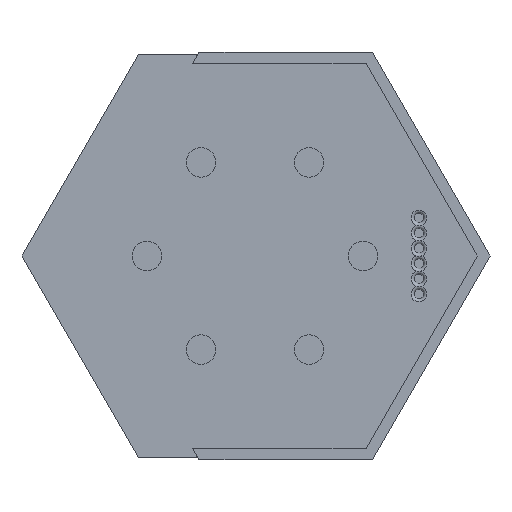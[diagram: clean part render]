
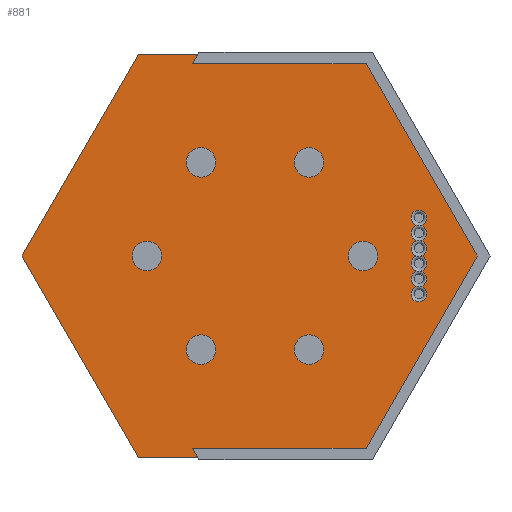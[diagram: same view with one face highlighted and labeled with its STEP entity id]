
A CAD part, front view. The second image highlights one B-rep face of the part: STEP entity #881.
In plain terms, the highlighted planar face has unit normal (0, -1, 0).
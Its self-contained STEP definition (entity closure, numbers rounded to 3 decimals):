
#15=FACE_BOUND('',#283,.T.);
#16=FACE_BOUND('',#284,.T.);
#17=FACE_BOUND('',#285,.T.);
#18=FACE_BOUND('',#286,.T.);
#19=FACE_BOUND('',#287,.T.);
#20=FACE_BOUND('',#288,.T.);
#21=FACE_BOUND('',#289,.T.);
#22=PLANE('',#984);
#64=LINE('',#1466,#137);
#65=LINE('',#1468,#138);
#66=LINE('',#1470,#139);
#67=LINE('',#1472,#140);
#68=LINE('',#1474,#141);
#69=LINE('',#1476,#142);
#70=LINE('',#1478,#143);
#71=LINE('',#1480,#144);
#72=LINE('',#1482,#145);
#73=LINE('',#1483,#146);
#137=VECTOR('',#1142,10.);
#138=VECTOR('',#1143,10.);
#139=VECTOR('',#1144,10.);
#140=VECTOR('',#1145,10.);
#141=VECTOR('',#1146,10.);
#142=VECTOR('',#1147,10.);
#143=VECTOR('',#1148,10.);
#144=VECTOR('',#1149,10.);
#145=VECTOR('',#1150,10.);
#146=VECTOR('',#1151,10.);
#228=FACE_OUTER_BOUND('',#282,.T.);
#282=EDGE_LOOP('',(#688,#689,#690,#691,#692,#693,#694,#695,#696,#697));
#283=EDGE_LOOP('',(#698,#699,#700,#701,#702,#703,#704,#705,#706,#707,#708));
#284=EDGE_LOOP('',(#709));
#285=EDGE_LOOP('',(#710));
#286=EDGE_LOOP('',(#711));
#287=EDGE_LOOP('',(#712));
#288=EDGE_LOOP('',(#713));
#289=EDGE_LOOP('',(#714));
#331=CIRCLE('',#938,1.3);
#335=CIRCLE('',#942,1.3);
#336=CIRCLE('',#944,1.3);
#337=CIRCLE('',#945,1.3);
#342=CIRCLE('',#952,1.3);
#343=CIRCLE('',#953,1.3);
#348=CIRCLE('',#960,1.3);
#349=CIRCLE('',#961,1.3);
#354=CIRCLE('',#968,1.3);
#355=CIRCLE('',#969,1.3);
#360=CIRCLE('',#976,1.3);
#366=CIRCLE('',#985,2.455);
#367=CIRCLE('',#986,2.455);
#368=CIRCLE('',#987,2.455);
#369=CIRCLE('',#988,2.455);
#370=CIRCLE('',#989,2.455);
#371=CIRCLE('',#990,2.455);
#388=VERTEX_POINT('',#1317);
#390=VERTEX_POINT('',#1325);
#391=VERTEX_POINT('',#1332);
#394=VERTEX_POINT('',#1341);
#396=VERTEX_POINT('',#1350);
#400=VERTEX_POINT('',#1368);
#402=VERTEX_POINT('',#1377);
#406=VERTEX_POINT('',#1395);
#408=VERTEX_POINT('',#1404);
#412=VERTEX_POINT('',#1422);
#414=VERTEX_POINT('',#1431);
#422=VERTEX_POINT('',#1464);
#423=VERTEX_POINT('',#1465);
#424=VERTEX_POINT('',#1467);
#425=VERTEX_POINT('',#1469);
#426=VERTEX_POINT('',#1471);
#427=VERTEX_POINT('',#1473);
#428=VERTEX_POINT('',#1475);
#429=VERTEX_POINT('',#1477);
#430=VERTEX_POINT('',#1479);
#431=VERTEX_POINT('',#1481);
#432=VERTEX_POINT('',#1484);
#433=VERTEX_POINT('',#1486);
#434=VERTEX_POINT('',#1488);
#435=VERTEX_POINT('',#1490);
#436=VERTEX_POINT('',#1492);
#437=VERTEX_POINT('',#1494);
#475=EDGE_CURVE('',#390,#391,#331,.T.);
#479=EDGE_CURVE('',#391,#388,#335,.T.);
#480=EDGE_CURVE('',#388,#394,#336,.T.);
#483=EDGE_CURVE('',#396,#390,#337,.T.);
#489=EDGE_CURVE('',#394,#400,#342,.T.);
#492=EDGE_CURVE('',#402,#396,#343,.T.);
#498=EDGE_CURVE('',#400,#406,#348,.T.);
#501=EDGE_CURVE('',#408,#402,#349,.T.);
#507=EDGE_CURVE('',#406,#412,#354,.T.);
#510=EDGE_CURVE('',#414,#408,#355,.T.);
#516=EDGE_CURVE('',#412,#414,#360,.T.);
#524=EDGE_CURVE('',#422,#423,#64,.T.);
#525=EDGE_CURVE('',#424,#423,#65,.T.);
#526=EDGE_CURVE('',#425,#424,#66,.T.);
#527=EDGE_CURVE('',#426,#425,#67,.T.);
#528=EDGE_CURVE('',#427,#426,#68,.T.);
#529=EDGE_CURVE('',#427,#428,#69,.T.);
#530=EDGE_CURVE('',#428,#429,#70,.T.);
#531=EDGE_CURVE('',#429,#430,#71,.T.);
#532=EDGE_CURVE('',#430,#431,#72,.T.);
#533=EDGE_CURVE('',#431,#422,#73,.T.);
#534=EDGE_CURVE('',#432,#432,#366,.T.);
#535=EDGE_CURVE('',#433,#433,#367,.T.);
#536=EDGE_CURVE('',#434,#434,#368,.T.);
#537=EDGE_CURVE('',#435,#435,#369,.T.);
#538=EDGE_CURVE('',#436,#436,#370,.T.);
#539=EDGE_CURVE('',#437,#437,#371,.T.);
#688=ORIENTED_EDGE('',*,*,#524,.T.);
#689=ORIENTED_EDGE('',*,*,#525,.F.);
#690=ORIENTED_EDGE('',*,*,#526,.F.);
#691=ORIENTED_EDGE('',*,*,#527,.F.);
#692=ORIENTED_EDGE('',*,*,#528,.F.);
#693=ORIENTED_EDGE('',*,*,#529,.T.);
#694=ORIENTED_EDGE('',*,*,#530,.T.);
#695=ORIENTED_EDGE('',*,*,#531,.T.);
#696=ORIENTED_EDGE('',*,*,#532,.T.);
#697=ORIENTED_EDGE('',*,*,#533,.T.);
#698=ORIENTED_EDGE('',*,*,#475,.F.);
#699=ORIENTED_EDGE('',*,*,#483,.F.);
#700=ORIENTED_EDGE('',*,*,#492,.F.);
#701=ORIENTED_EDGE('',*,*,#501,.F.);
#702=ORIENTED_EDGE('',*,*,#510,.F.);
#703=ORIENTED_EDGE('',*,*,#516,.F.);
#704=ORIENTED_EDGE('',*,*,#507,.F.);
#705=ORIENTED_EDGE('',*,*,#498,.F.);
#706=ORIENTED_EDGE('',*,*,#489,.F.);
#707=ORIENTED_EDGE('',*,*,#480,.F.);
#708=ORIENTED_EDGE('',*,*,#479,.F.);
#709=ORIENTED_EDGE('',*,*,#534,.T.);
#710=ORIENTED_EDGE('',*,*,#535,.T.);
#711=ORIENTED_EDGE('',*,*,#536,.T.);
#712=ORIENTED_EDGE('',*,*,#537,.T.);
#713=ORIENTED_EDGE('',*,*,#538,.T.);
#714=ORIENTED_EDGE('',*,*,#539,.T.);
#881=ADVANCED_FACE('',(#228,#15,#16,#17,#18,#19,#20,#21),#22,.F.);
#938=AXIS2_PLACEMENT_3D('',#1333,#1042,#1043);
#942=AXIS2_PLACEMENT_3D('',#1339,#1050,#1051);
#944=AXIS2_PLACEMENT_3D('',#1342,#1054,#1055);
#945=AXIS2_PLACEMENT_3D('',#1357,#1056,#1057);
#952=AXIS2_PLACEMENT_3D('',#1369,#1071,#1072);
#953=AXIS2_PLACEMENT_3D('',#1384,#1073,#1074);
#960=AXIS2_PLACEMENT_3D('',#1396,#1088,#1089);
#961=AXIS2_PLACEMENT_3D('',#1411,#1090,#1091);
#968=AXIS2_PLACEMENT_3D('',#1423,#1105,#1106);
#969=AXIS2_PLACEMENT_3D('',#1438,#1107,#1108);
#976=AXIS2_PLACEMENT_3D('',#1449,#1122,#1123);
#984=AXIS2_PLACEMENT_3D('',#1463,#1140,#1141);
#985=AXIS2_PLACEMENT_3D('',#1485,#1152,#1153);
#986=AXIS2_PLACEMENT_3D('',#1487,#1154,#1155);
#987=AXIS2_PLACEMENT_3D('',#1489,#1156,#1157);
#988=AXIS2_PLACEMENT_3D('',#1491,#1158,#1159);
#989=AXIS2_PLACEMENT_3D('',#1493,#1160,#1161);
#990=AXIS2_PLACEMENT_3D('',#1495,#1162,#1163);
#1042=DIRECTION('center_axis',(0.,-1.,0.));
#1043=DIRECTION('ref_axis',(1.,0.,0.));
#1050=DIRECTION('center_axis',(0.,-1.,0.));
#1051=DIRECTION('ref_axis',(1.,0.,0.));
#1054=DIRECTION('center_axis',(0.,-1.,0.));
#1055=DIRECTION('ref_axis',(1.,0.,0.));
#1056=DIRECTION('center_axis',(0.,-1.,0.));
#1057=DIRECTION('ref_axis',(1.,0.,0.));
#1071=DIRECTION('center_axis',(0.,-1.,0.));
#1072=DIRECTION('ref_axis',(1.,0.,0.));
#1073=DIRECTION('center_axis',(0.,-1.,0.));
#1074=DIRECTION('ref_axis',(1.,0.,0.));
#1088=DIRECTION('center_axis',(0.,-1.,0.));
#1089=DIRECTION('ref_axis',(1.,0.,0.));
#1090=DIRECTION('center_axis',(0.,-1.,0.));
#1091=DIRECTION('ref_axis',(1.,0.,0.));
#1105=DIRECTION('center_axis',(0.,-1.,0.));
#1106=DIRECTION('ref_axis',(1.,0.,0.));
#1107=DIRECTION('center_axis',(0.,-1.,0.));
#1108=DIRECTION('ref_axis',(1.,0.,0.));
#1122=DIRECTION('center_axis',(0.,-1.,0.));
#1123=DIRECTION('ref_axis',(1.,0.,0.));
#1140=DIRECTION('center_axis',(0.,1.,0.));
#1141=DIRECTION('ref_axis',(1.,0.,0.));
#1142=DIRECTION('',(0.5,0.,0.866));
#1143=DIRECTION('',(1.,0.,0.));
#1144=DIRECTION('',(0.5,0.,0.866));
#1145=DIRECTION('',(-0.5,0.,0.866));
#1146=DIRECTION('',(-1.,0.,0.));
#1147=DIRECTION('',(-0.5,0.,0.866));
#1148=DIRECTION('',(1.,0.,0.));
#1149=DIRECTION('',(0.5,0.,0.866));
#1150=DIRECTION('',(-0.5,0.,0.866));
#1151=DIRECTION('',(-1.,0.,0.));
#1152=DIRECTION('center_axis',(0.,1.,0.));
#1153=DIRECTION('ref_axis',(1.,0.,0.));
#1154=DIRECTION('center_axis',(0.,1.,0.));
#1155=DIRECTION('ref_axis',(0.5,0.,-0.866));
#1156=DIRECTION('center_axis',(0.,1.,0.));
#1157=DIRECTION('ref_axis',(-0.5,0.,-0.866));
#1158=DIRECTION('center_axis',(0.,1.,0.));
#1159=DIRECTION('ref_axis',(-1.,0.,0.));
#1160=DIRECTION('center_axis',(0.,1.,0.));
#1161=DIRECTION('ref_axis',(-0.5,0.,0.866));
#1162=DIRECTION('center_axis',(0.,1.,0.));
#1163=DIRECTION('ref_axis',(0.5,0.,0.866));
#1317=CARTESIAN_POINT('',(27.578,0.,-5.08));
#1325=CARTESIAN_POINT('',(27.022,0.,-5.08));
#1332=CARTESIAN_POINT('',(27.3,0.,-7.65));
#1333=CARTESIAN_POINT('Origin',(27.3,0.,-6.35));
#1339=CARTESIAN_POINT('Origin',(27.3,0.,-6.35));
#1341=CARTESIAN_POINT('',(27.578,0.,-2.54));
#1342=CARTESIAN_POINT('Origin',(27.3,0.,-3.81));
#1350=CARTESIAN_POINT('',(27.022,0.,-2.54));
#1357=CARTESIAN_POINT('Origin',(27.3,0.,-3.81));
#1368=CARTESIAN_POINT('',(27.578,0.,0.));
#1369=CARTESIAN_POINT('Origin',(27.3,0.,-1.27));
#1377=CARTESIAN_POINT('',(27.022,0.,0.));
#1384=CARTESIAN_POINT('Origin',(27.3,0.,-1.27));
#1395=CARTESIAN_POINT('',(27.578,0.,2.54));
#1396=CARTESIAN_POINT('Origin',(27.3,0.,1.27));
#1404=CARTESIAN_POINT('',(27.022,0.,2.54));
#1411=CARTESIAN_POINT('Origin',(27.3,0.,1.27));
#1422=CARTESIAN_POINT('',(27.578,0.,5.08));
#1423=CARTESIAN_POINT('Origin',(27.3,0.,3.81));
#1431=CARTESIAN_POINT('',(27.022,0.,5.08));
#1438=CARTESIAN_POINT('Origin',(27.3,0.,3.81));
#1449=CARTESIAN_POINT('Origin',(27.3,0.,6.35));
#1463=CARTESIAN_POINT('Origin',(0.,0.,0.));
#1464=CARTESIAN_POINT('',(-10.198,0.,32.419));
#1465=CARTESIAN_POINT('',(-9.509,0.,33.613));
#1466=CARTESIAN_POINT('',(-15.782,0.,22.748));
#1467=CARTESIAN_POINT('',(-19.406,0.,33.613));
#1468=CARTESIAN_POINT('',(-19.406,0.,33.613));
#1469=CARTESIAN_POINT('',(-38.813,0.,0.));
#1470=CARTESIAN_POINT('',(-38.813,0.,0.));
#1471=CARTESIAN_POINT('',(-19.406,0.,-33.613));
#1472=CARTESIAN_POINT('',(-19.406,0.,-33.613));
#1473=CARTESIAN_POINT('',(-9.509,0.,-33.613));
#1474=CARTESIAN_POINT('',(19.406,0.,-33.613));
#1475=CARTESIAN_POINT('',(-10.198,0.,-32.419));
#1476=CARTESIAN_POINT('',(-15.598,0.,-23.067));
#1477=CARTESIAN_POINT('',(18.717,0.,-32.419));
#1478=CARTESIAN_POINT('',(9.412,0.,-32.419));
#1479=CARTESIAN_POINT('',(37.434,0.,0.));
#1480=CARTESIAN_POINT('',(32.782,0.,-8.059));
#1481=CARTESIAN_POINT('',(18.717,0.,32.419));
#1482=CARTESIAN_POINT('',(23.37,0.,24.36));
#1483=CARTESIAN_POINT('',(9.359,0.,32.419));
#1484=CARTESIAN_POINT('',(15.545,0.,0.));
#1485=CARTESIAN_POINT('Origin',(18.,0.,0.));
#1486=CARTESIAN_POINT('',(7.773,0.,-13.462));
#1487=CARTESIAN_POINT('Origin',(9.,0.,-15.588));
#1488=CARTESIAN_POINT('',(-7.773,0.,-13.462));
#1489=CARTESIAN_POINT('Origin',(-9.,0.,-15.588));
#1490=CARTESIAN_POINT('',(-15.545,0.,0.));
#1491=CARTESIAN_POINT('Origin',(-18.,0.,0.));
#1492=CARTESIAN_POINT('',(-7.773,0.,13.462));
#1493=CARTESIAN_POINT('Origin',(-9.,0.,15.588));
#1494=CARTESIAN_POINT('',(7.772,0.,13.462));
#1495=CARTESIAN_POINT('Origin',(9.,0.,15.588));
